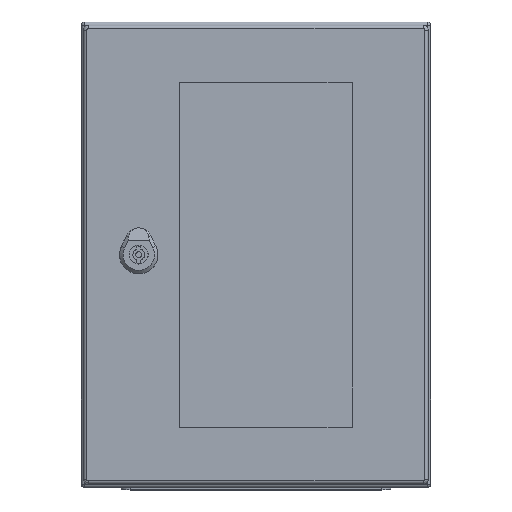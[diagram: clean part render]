
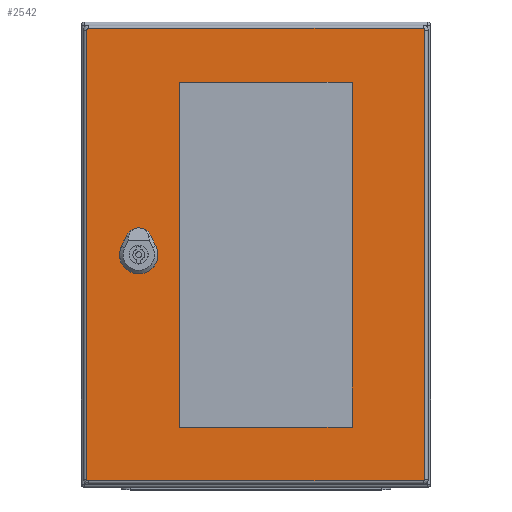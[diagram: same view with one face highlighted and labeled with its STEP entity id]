
A CAD part, top view. The second image highlights one B-rep face of the part: STEP entity #2542.
In plain terms, the highlighted face is planar.
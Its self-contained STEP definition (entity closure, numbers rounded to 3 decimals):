
#1596=FACE_BOUND('',#3710,.T.);
#1597=FACE_BOUND('',#3711,.T.);
#1598=FACE_BOUND('',#3712,.T.);
#2114=CIRCLE('',#9672,11.25);
#2115=CIRCLE('',#9673,11.25);
#2116=CIRCLE('',#9674,11.25);
#2117=CIRCLE('',#9675,11.25);
#2118=CIRCLE('',#9676,1.4);
#2119=CIRCLE('',#9677,1.4);
#2120=CIRCLE('',#9678,1.4);
#2121=CIRCLE('',#9679,1.4);
#2542=ADVANCED_FACE('',(#1596,#1597,#1598),#2785,.F.);
#2785=PLANE('',#9680);
#3710=EDGE_LOOP('',(#5584,#5585,#5586,#5587));
#3711=EDGE_LOOP('',(#5588,#5589,#5590,#5591,#5592,#5593,#5594,#5595));
#3712=EDGE_LOOP('',(#5596,#5597,#5598,#5599,#5600,#5601,#5602,#5603));
#5584=ORIENTED_EDGE('',*,*,#7577,.T.);
#5585=ORIENTED_EDGE('',*,*,#7578,.T.);
#5586=ORIENTED_EDGE('',*,*,#7579,.T.);
#5587=ORIENTED_EDGE('',*,*,#7580,.T.);
#5588=ORIENTED_EDGE('',*,*,#7581,.T.);
#5589=ORIENTED_EDGE('',*,*,#7582,.T.);
#5590=ORIENTED_EDGE('',*,*,#7583,.T.);
#5591=ORIENTED_EDGE('',*,*,#7584,.T.);
#5592=ORIENTED_EDGE('',*,*,#7585,.T.);
#5593=ORIENTED_EDGE('',*,*,#7586,.T.);
#5594=ORIENTED_EDGE('',*,*,#7587,.T.);
#5595=ORIENTED_EDGE('',*,*,#7588,.T.);
#5596=ORIENTED_EDGE('',*,*,#7589,.F.);
#5597=ORIENTED_EDGE('',*,*,#7590,.F.);
#5598=ORIENTED_EDGE('',*,*,#7591,.F.);
#5599=ORIENTED_EDGE('',*,*,#7592,.F.);
#5600=ORIENTED_EDGE('',*,*,#7593,.F.);
#5601=ORIENTED_EDGE('',*,*,#7594,.F.);
#5602=ORIENTED_EDGE('',*,*,#7595,.F.);
#5603=ORIENTED_EDGE('',*,*,#7596,.F.);
#6561=VERTEX_POINT('',#14586);
#6562=VERTEX_POINT('',#14587);
#6563=VERTEX_POINT('',#14589);
#6564=VERTEX_POINT('',#14591);
#6565=VERTEX_POINT('',#14594);
#6566=VERTEX_POINT('',#14595);
#6567=VERTEX_POINT('',#14597);
#6568=VERTEX_POINT('',#14599);
#6569=VERTEX_POINT('',#14601);
#6570=VERTEX_POINT('',#14603);
#6571=VERTEX_POINT('',#14605);
#6572=VERTEX_POINT('',#14607);
#6573=VERTEX_POINT('',#14610);
#6574=VERTEX_POINT('',#14611);
#6575=VERTEX_POINT('',#14613);
#6576=VERTEX_POINT('',#14615);
#6577=VERTEX_POINT('',#14617);
#6578=VERTEX_POINT('',#14619);
#6579=VERTEX_POINT('',#14621);
#6580=VERTEX_POINT('',#14623);
#7577=EDGE_CURVE('',#6561,#6562,#8246,.T.);
#7578=EDGE_CURVE('',#6562,#6563,#8247,.T.);
#7579=EDGE_CURVE('',#6563,#6564,#8248,.T.);
#7580=EDGE_CURVE('',#6564,#6561,#8249,.T.);
#7581=EDGE_CURVE('',#6565,#6566,#8250,.T.);
#7582=EDGE_CURVE('',#6566,#6567,#2114,.T.);
#7583=EDGE_CURVE('',#6567,#6568,#8251,.T.);
#7584=EDGE_CURVE('',#6568,#6569,#2115,.T.);
#7585=EDGE_CURVE('',#6569,#6570,#8252,.T.);
#7586=EDGE_CURVE('',#6570,#6571,#2116,.T.);
#7587=EDGE_CURVE('',#6571,#6572,#8253,.T.);
#7588=EDGE_CURVE('',#6572,#6565,#2117,.T.);
#7589=EDGE_CURVE('',#6573,#6574,#2118,.T.);
#7590=EDGE_CURVE('',#6575,#6573,#8254,.T.);
#7591=EDGE_CURVE('',#6576,#6575,#2119,.T.);
#7592=EDGE_CURVE('',#6577,#6576,#8255,.T.);
#7593=EDGE_CURVE('',#6578,#6577,#2120,.T.);
#7594=EDGE_CURVE('',#6579,#6578,#8256,.T.);
#7595=EDGE_CURVE('',#6580,#6579,#2121,.T.);
#7596=EDGE_CURVE('',#6574,#6580,#8257,.T.);
#8246=LINE('',#14585,#8858);
#8247=LINE('',#14588,#8859);
#8248=LINE('',#14590,#8860);
#8249=LINE('',#14592,#8861);
#8250=LINE('',#14593,#8862);
#8251=LINE('',#14598,#8863);
#8252=LINE('',#14602,#8864);
#8253=LINE('',#14606,#8865);
#8254=LINE('',#14612,#8866);
#8255=LINE('',#14616,#8867);
#8256=LINE('',#14620,#8868);
#8257=LINE('',#14624,#8869);
#8858=VECTOR('',#11803,1.);
#8859=VECTOR('',#11804,1.);
#8860=VECTOR('',#11805,1.);
#8861=VECTOR('',#11806,1.);
#8862=VECTOR('',#11807,1.);
#8863=VECTOR('',#11810,1.);
#8864=VECTOR('',#11813,1.);
#8865=VECTOR('',#11816,1.);
#8866=VECTOR('',#11821,1.);
#8867=VECTOR('',#11824,1.);
#8868=VECTOR('',#11827,1.);
#8869=VECTOR('',#11830,1.);
#9672=AXIS2_PLACEMENT_3D('',#14596,#11808,#11809);
#9673=AXIS2_PLACEMENT_3D('',#14600,#11811,#11812);
#9674=AXIS2_PLACEMENT_3D('',#14604,#11814,#11815);
#9675=AXIS2_PLACEMENT_3D('',#14608,#11817,#11818);
#9676=AXIS2_PLACEMENT_3D('',#14609,#11819,#11820);
#9677=AXIS2_PLACEMENT_3D('',#14614,#11822,#11823);
#9678=AXIS2_PLACEMENT_3D('',#14618,#11825,#11826);
#9679=AXIS2_PLACEMENT_3D('',#14622,#11828,#11829);
#9680=AXIS2_PLACEMENT_3D('',#14625,#11831,#11832);
#11803=DIRECTION('',(-1.,0.,0.));
#11804=DIRECTION('',(0.,-1.,0.));
#11805=DIRECTION('',(1.,0.,0.));
#11806=DIRECTION('',(0.,1.,0.));
#11807=DIRECTION('',(-1.,0.,0.));
#11808=DIRECTION('',(0.,0.,1.));
#11809=DIRECTION('',(1.,0.,0.));
#11810=DIRECTION('',(0.,-1.,0.));
#11811=DIRECTION('',(0.,0.,1.));
#11812=DIRECTION('',(1.,0.,0.));
#11813=DIRECTION('',(1.,0.,0.));
#11814=DIRECTION('',(0.,0.,1.));
#11815=DIRECTION('',(1.,0.,0.));
#11816=DIRECTION('',(0.,1.,0.));
#11817=DIRECTION('',(0.,0.,1.));
#11818=DIRECTION('',(1.,0.,0.));
#11819=DIRECTION('',(0.,0.,1.));
#11820=DIRECTION('',(1.,0.,0.));
#11821=DIRECTION('',(0.,-1.,0.));
#11822=DIRECTION('',(0.,0.,1.));
#11823=DIRECTION('',(1.,0.,0.));
#11824=DIRECTION('',(-1.,0.,0.));
#11825=DIRECTION('',(0.,0.,1.));
#11826=DIRECTION('',(1.,0.,0.));
#11827=DIRECTION('',(0.,1.,0.));
#11828=DIRECTION('',(0.,0.,1.));
#11829=DIRECTION('',(1.,0.,0.));
#11830=DIRECTION('',(1.,0.,0.));
#11831=DIRECTION('',(0.,0.,1.));
#11832=DIRECTION('',(1.,0.,0.));
#14585=CARTESIAN_POINT('',(-143.95,148.2,0.));
#14586=CARTESIAN_POINT('',(65.75,148.2,0.));
#14587=CARTESIAN_POINT('',(-82.75,148.2,0.));
#14588=CARTESIAN_POINT('',(-82.75,193.,0.));
#14589=CARTESIAN_POINT('',(-82.75,-148.2,0.));
#14590=CARTESIAN_POINT('',(-143.95,-148.2,0.));
#14591=CARTESIAN_POINT('',(65.75,-148.2,0.));
#14592=CARTESIAN_POINT('',(65.75,193.,0.));
#14593=CARTESIAN_POINT('',(-143.95,10.2,0.));
#14594=CARTESIAN_POINT('',(105.396,10.2,0.));
#14595=CARTESIAN_POINT('',(95.904,10.2,0.));
#14596=CARTESIAN_POINT('',(100.65,0.,0.));
#14597=CARTESIAN_POINT('',(90.45,4.746,0.));
#14598=CARTESIAN_POINT('',(90.45,193.,0.));
#14599=CARTESIAN_POINT('',(90.45,-4.746,0.));
#14600=CARTESIAN_POINT('',(100.65,0.,0.));
#14601=CARTESIAN_POINT('',(95.904,-10.2,0.));
#14602=CARTESIAN_POINT('',(-143.95,-10.2,0.));
#14603=CARTESIAN_POINT('',(105.396,-10.2,0.));
#14604=CARTESIAN_POINT('',(100.65,0.,0.));
#14605=CARTESIAN_POINT('',(110.85,-4.746,0.));
#14606=CARTESIAN_POINT('',(110.85,193.,0.));
#14607=CARTESIAN_POINT('',(110.85,4.746,0.));
#14608=CARTESIAN_POINT('',(100.65,0.,0.));
#14609=CARTESIAN_POINT('',(-143.95,-193.,0.));
#14610=CARTESIAN_POINT('',(-145.35,-193.,0.));
#14611=CARTESIAN_POINT('',(-143.95,-194.4,0.));
#14612=CARTESIAN_POINT('',(-145.35,193.,0.));
#14613=CARTESIAN_POINT('',(-145.35,193.,0.));
#14614=CARTESIAN_POINT('',(-143.95,193.,0.));
#14615=CARTESIAN_POINT('',(-143.95,194.4,0.));
#14616=CARTESIAN_POINT('',(143.95,194.4,0.));
#14617=CARTESIAN_POINT('',(143.95,194.4,0.));
#14618=CARTESIAN_POINT('',(143.95,193.,0.));
#14619=CARTESIAN_POINT('',(145.35,193.,0.));
#14620=CARTESIAN_POINT('',(145.35,-193.,0.));
#14621=CARTESIAN_POINT('',(145.35,-193.,0.));
#14622=CARTESIAN_POINT('',(143.95,-193.,0.));
#14623=CARTESIAN_POINT('',(143.95,-194.4,0.));
#14624=CARTESIAN_POINT('',(-143.95,-194.4,0.));
#14625=CARTESIAN_POINT('',(-143.95,193.,0.));
